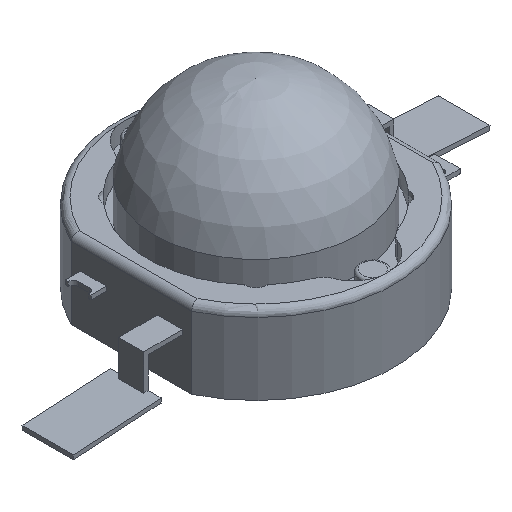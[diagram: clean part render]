
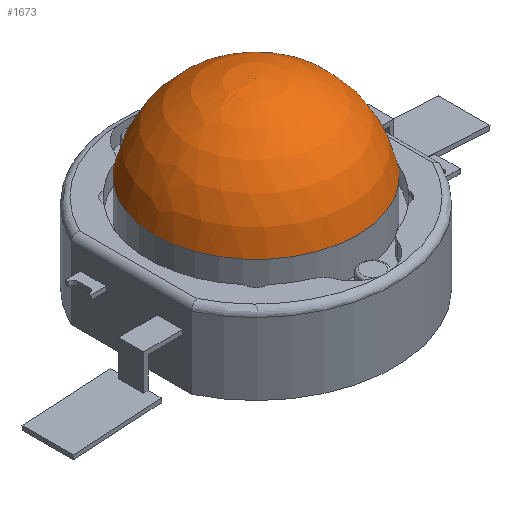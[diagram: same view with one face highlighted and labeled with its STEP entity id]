
A CAD part, isometric view. The second image highlights one B-rep face of the part: STEP entity #1673.
In plain terms, the highlighted spherical face has radius 3.023 mm.
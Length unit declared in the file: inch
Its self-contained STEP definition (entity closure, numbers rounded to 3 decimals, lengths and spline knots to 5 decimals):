
#15=SPHERICAL_SURFACE('',#1825,0.119);
#90=FACE_OUTER_BOUND('',#192,.T.);
#192=EDGE_LOOP('',(#1242,#1243,#1244));
#313=CIRCLE('',#1824,0.11722);
#314=CIRCLE('',#1826,0.119);
#746=VERTEX_POINT('',#2760);
#747=VERTEX_POINT('',#2764);
#934=EDGE_CURVE('',#746,#746,#313,.T.);
#935=EDGE_CURVE('',#746,#747,#314,.T.);
#1242=ORIENTED_EDGE('',*,*,#934,.F.);
#1243=ORIENTED_EDGE('',*,*,#935,.T.);
#1244=ORIENTED_EDGE('',*,*,#935,.F.);
#1673=ADVANCED_FACE('',(#90),#15,.T.);
#1824=AXIS2_PLACEMENT_3D('',#2762,#2097,#2098);
#1825=AXIS2_PLACEMENT_3D('',#2763,#2099,#2100);
#1826=AXIS2_PLACEMENT_3D('',#2765,#2101,#2102);
#2097=DIRECTION('center_axis',(0.,0.,-1.));
#2098=DIRECTION('ref_axis',(-1.,0.,0.));
#2099=DIRECTION('center_axis',(0.,0.,-1.));
#2100=DIRECTION('ref_axis',(1.,0.,0.));
#2101=DIRECTION('center_axis',(0.,1.,0.));
#2102=DIRECTION('ref_axis',(-1.,0.,0.));
#2760=CARTESIAN_POINT('',(-0.11722,0.,0.111));
#2762=CARTESIAN_POINT('Origin',(0.,0.,0.111));
#2763=CARTESIAN_POINT('Origin',(0.,0.,0.0905));
#2764=CARTESIAN_POINT('',(0.,0.,0.2095));
#2765=CARTESIAN_POINT('Origin',(0.,0.,0.0905));
